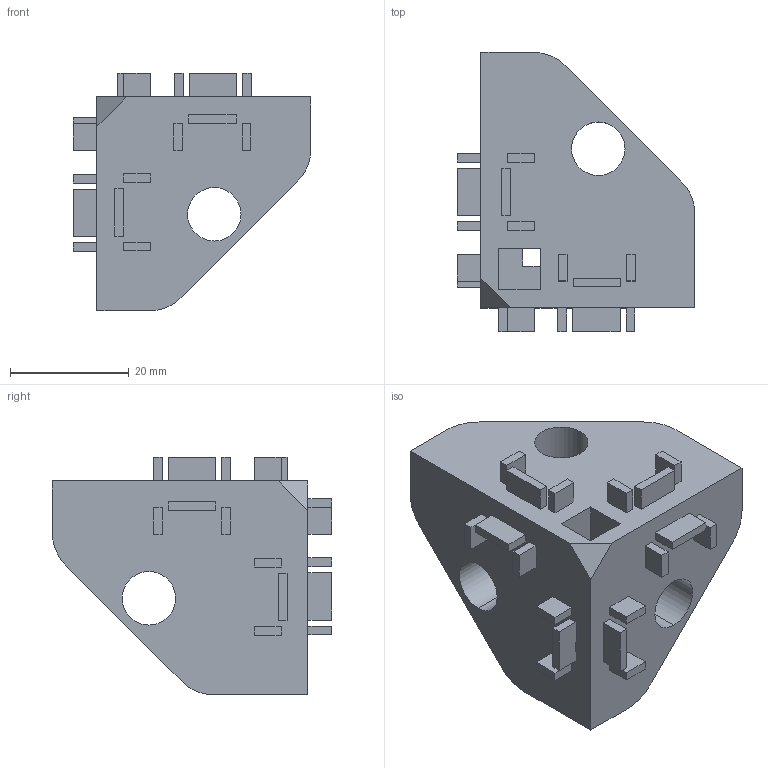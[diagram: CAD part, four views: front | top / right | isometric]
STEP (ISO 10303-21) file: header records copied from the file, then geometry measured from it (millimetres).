
FILE_DESCRIPTION (( 'STEP AP214' ), '1' );
FILE_NAME ('B841 3-õ ñòîðîííèé ñîåäèíèòåëü 40õ40, ïàç 10.STEP', '2025-07-21T13:56:52', ( '' ), ( '' ), 'SwSTEP 2.0', 'SolidWorks 2025', '' );
FILE_SCHEMA (( 'AUTOMOTIVE_DESIGN' ));
Length unit declared in the file: millimetre
Products named in the file (1): B841 3-х сторонний соединитель 40х40, паз 10
Bounding box: 40 x 47 x 40 mm (x, y, z)
Volume: 18138.4 mm3; surface area: 8184 mm2
Topology: 1 solids, 1 shells, 120 faces, 303 edges, 202 vertices
Faces by surface type: plane 108, cylinder 12
Entity records: 3590 total; most frequent: CARTESIAN_POINT 626, ORIENTED_EDGE 606, DIRECTION 569, EDGE_CURVE 303, VECTOR 279, LINE 279, VERTEX_POINT 202, EDGE_LOOP 145
